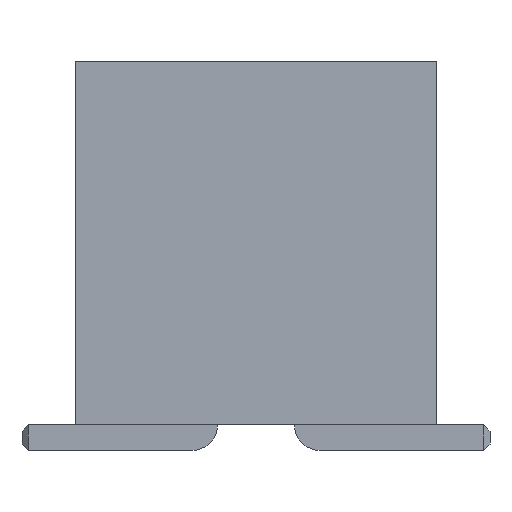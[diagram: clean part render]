
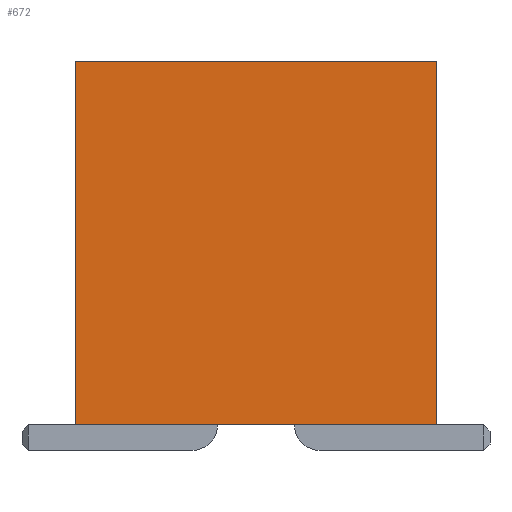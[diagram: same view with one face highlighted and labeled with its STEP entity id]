
A CAD part, front view. The second image highlights one B-rep face of the part: STEP entity #672.
In plain terms, the highlighted planar face has unit normal (0, -1, 0).
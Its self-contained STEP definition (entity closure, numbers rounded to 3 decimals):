
#24 = VERTEX_POINT('',#25);
#25 = CARTESIAN_POINT('',(-4.475,-13.97,9.64));
#31 = EDGE_CURVE('',#24,#32,#34,.T.);
#32 = VERTEX_POINT('',#33);
#33 = CARTESIAN_POINT('',(4.475,-13.97,9.64));
#34 = LINE('',#35,#36);
#35 = CARTESIAN_POINT('',(-4.475,-13.97,9.64));
#36 = VECTOR('',#37,1.);
#37 = DIRECTION('',(1.,0.,0.));
#165 = EDGE_CURVE('',#166,#24,#168,.T.);
#166 = VERTEX_POINT('',#167);
#167 = CARTESIAN_POINT('',(-4.475,-13.97,0.64));
#168 = LINE('',#169,#170);
#169 = CARTESIAN_POINT('',(-4.475,-13.97,0.64));
#170 = VECTOR('',#171,1.);
#171 = DIRECTION('',(0.,0.,1.));
#524 = EDGE_CURVE('',#525,#32,#527,.T.);
#525 = VERTEX_POINT('',#526);
#526 = CARTESIAN_POINT('',(4.475,-13.97,0.64));
#527 = LINE('',#528,#529);
#528 = CARTESIAN_POINT('',(4.475,-13.97,0.64));
#529 = VECTOR('',#530,1.);
#530 = DIRECTION('',(0.,0.,1.));
#672 = ADVANCED_FACE('',(#673),#684,.F.);
#673 = FACE_BOUND('',#674,.T.);
#674 = EDGE_LOOP('',(#675,#676,#682,#683));
#675 = ORIENTED_EDGE('',*,*,#165,.F.);
#676 = ORIENTED_EDGE('',*,*,#677,.T.);
#677 = EDGE_CURVE('',#166,#525,#678,.T.);
#678 = LINE('',#679,#680);
#679 = CARTESIAN_POINT('',(-4.475,-13.97,0.64));
#680 = VECTOR('',#681,1.);
#681 = DIRECTION('',(1.,0.,0.));
#682 = ORIENTED_EDGE('',*,*,#524,.T.);
#683 = ORIENTED_EDGE('',*,*,#31,.F.);
#684 = PLANE('',#685);
#685 = AXIS2_PLACEMENT_3D('',#686,#687,#688);
#686 = CARTESIAN_POINT('',(-4.475,-13.97,0.64));
#687 = DIRECTION('',(0.,1.,0.));
#688 = DIRECTION('',(1.,0.,0.));
